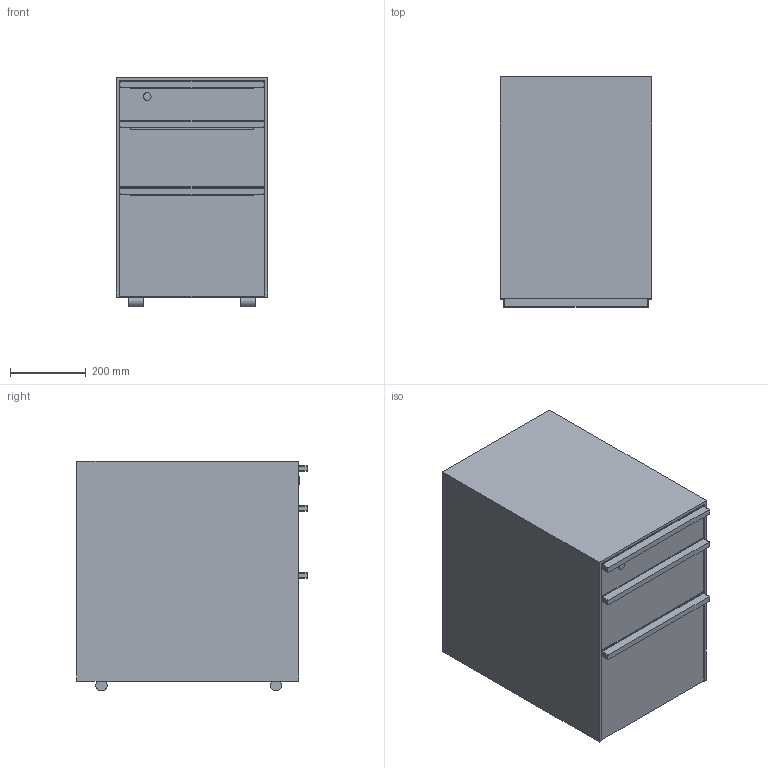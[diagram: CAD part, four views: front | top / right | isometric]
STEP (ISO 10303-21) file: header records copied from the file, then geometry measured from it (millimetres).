
FILE_DESCRIPTION(/* description */ (''),/* implementation_level */ '2;1');
FILE_NAME(/* name */ 'B-3-3wagon.stp',/* time_stamp */ '2015-03-10T21:18:21+09:00',/* author */ ('common-PC1'),/* organization */ (''),/* preprocessor_version */ 'ST-DEVELOPER v15.5',/* originating_system */ 'AutoCAD Mechanical',/* authorisation */ '');
FILE_SCHEMA (('AUTOMOTIVE_DESIGN { 1 0 10303 214 3 1 1 }'));
Length unit declared in the file: millimetre
Products named in the file (8): dt_caster; dt_keyhole; dt_handle_ow; dt_body_0585_ow; dt_drawer_0287_ow; dt_drawer_0104_ow; dt_drawer_0171_ow; Product
Bounding box: 400 x 607 x 606 mm (x, y, z)
Volume: 136042179.1 mm3; surface area: 2256936.8 mm2
Topology: 12 solids, 12 shells, 94 faces, 201 edges, 134 vertices
Faces by surface type: plane 71, cylinder 23
Full cylindrical faces by diameter (mm): 20 x1, 30 x4
Entity records: 1984 total; most frequent: DIRECTION 336, CARTESIAN_POINT 323, ORIENTED_EDGE 284, EDGE_CURVE 142, LINE 118, VECTOR 118, AXIS2_PLACEMENT_3D 109, VERTEX_POINT 96
